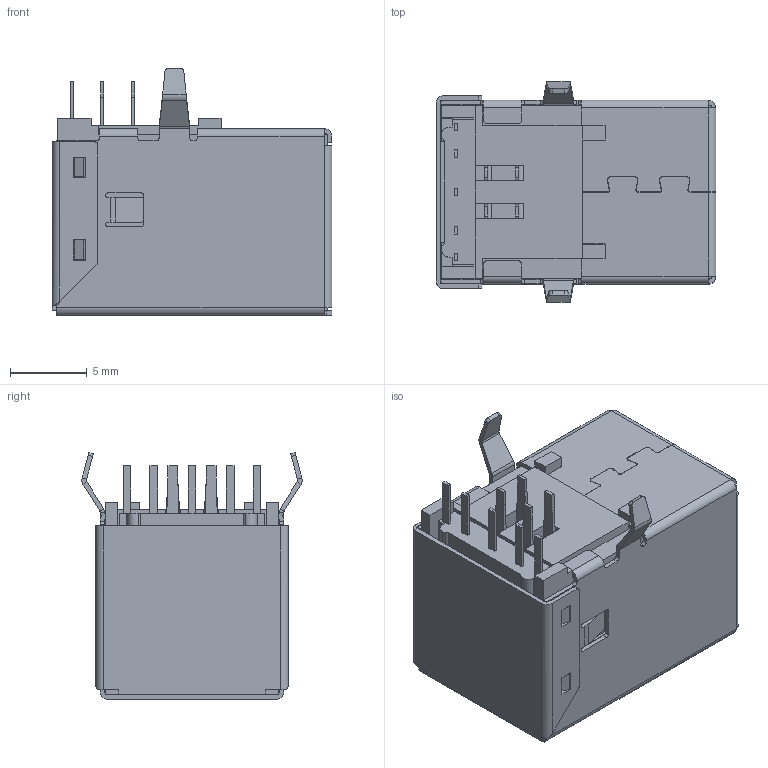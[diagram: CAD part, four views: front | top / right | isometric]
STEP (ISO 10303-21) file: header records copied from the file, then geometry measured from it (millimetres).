
FILE_DESCRIPTION( ( 'Unknown' ), '1' );
FILE_NAME( '692221030100.stp', 'Unknown', ( 'Unknown' ), ( 'Unknown' ), 'PSStep 17.0.49', 'Unknown', ' ' );
FILE_SCHEMA( ( 'AUTOMOTIVE_DESIGN { 1 0 10303 214 1 1 1 1 }' ) );
Length unit declared in the file: millimetre
Products named in the file (13): Assem1; Housing1; Housing2; pin1; shielding; pin2; shielding_2; Housing3; pin3; pin4; pin5; pin3_mir2; pin4_mir2
Assembly tree (14 placements, depth 2):
  Assem1
    Housing1
    Housing2
    pin1  x2
    shielding
    pin2  x2
    shielding_2
    Housing3
    pin3
    pin4
    pin5
    pin3_mir2
    pin4_mir2
Bounding box: 18.3 x 14.4 x 16.13 mm (x, y, z)
Volume: 1642.8 mm3; surface area: 5166.6 mm2
Topology: 14 solids, 14 shells, 949 faces, 2715 edges, 1774 vertices
Faces by surface type: plane 749, cylinder 184, bspline 14, cone 2
Full cylindrical faces by diameter (mm): 1 x4
Entity records: 35961 total; most frequent: CARTESIAN_POINT 5359, ORIENTED_EDGE 5038, DIRECTION 4579, EDGE_CURVE 2519, LINE 2159, VECTOR 2159, VERTEX_POINT 1648, AXIS2_PLACEMENT_3D 1210
